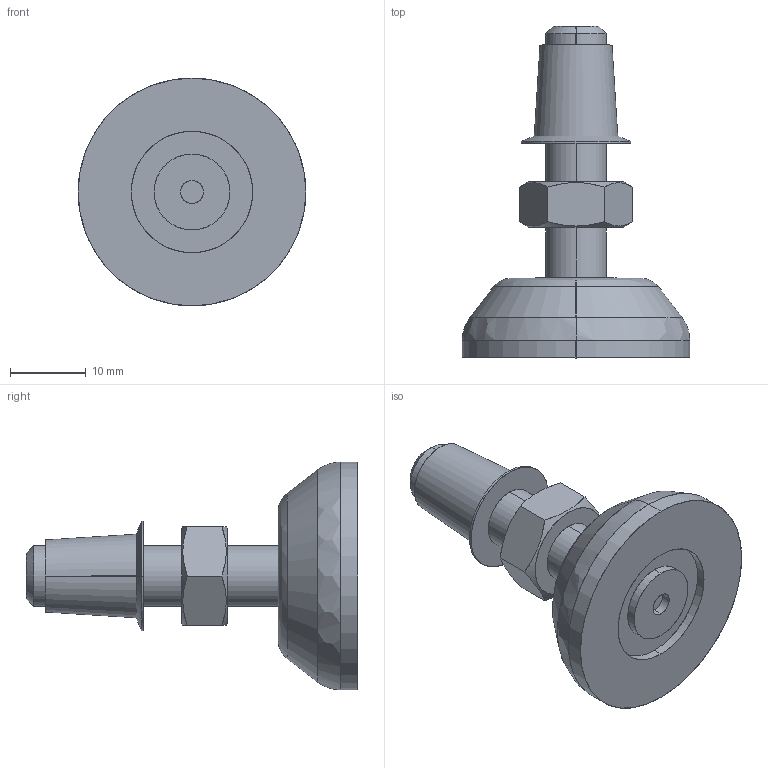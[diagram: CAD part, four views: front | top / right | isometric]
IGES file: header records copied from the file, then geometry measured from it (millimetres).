
Start section: SolidWorks IGES file using analytic representation for surfaces
Global section: file name: KC-1288-3.IGS; native system: SolidWorks 2014; preprocessor: SolidWorks 2014; author: 1337yo; date: 180305.145930; units: millimetre
Bounding box: 30 x 43.7 x 30 mm (x, y, z)
Surface area: 4466.3 mm2 (no closed solid volume)
Topology: 0 solids, 0 shells, 48 faces, 912 edges, 912 vertices
Faces by surface type: revolution 28, bspline 20
